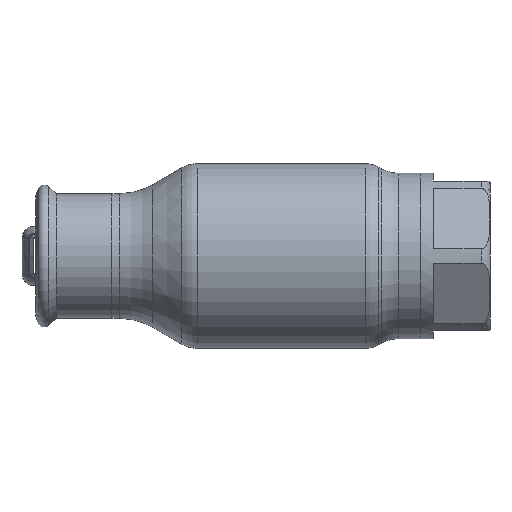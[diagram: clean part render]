
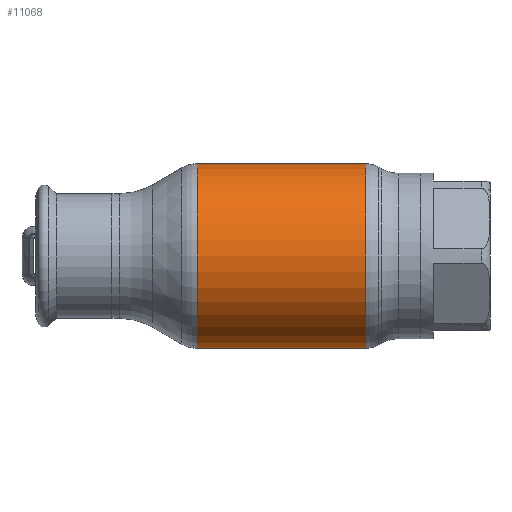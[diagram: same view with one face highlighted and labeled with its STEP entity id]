
A CAD part, front view. The second image highlights one B-rep face of the part: STEP entity #11068.
In plain terms, the highlighted cylindrical face has radius 42.5 mm (diameter 85 mm), a partial arc.
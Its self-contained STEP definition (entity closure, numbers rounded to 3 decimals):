
#4139 = CARTESIAN_POINT ( 'NONE',  ( -38.749, 0., 42.5 ) ) ;
#4892 = CARTESIAN_POINT ( 'NONE',  ( -62.69, 0., -42.5 ) ) ;
#5175 = DIRECTION ( 'NONE',  ( 0., 0., 1. ) ) ;
#7046 = VECTOR ( 'NONE', #20181, 1000. ) ;
#9233 = EDGE_CURVE ( 'NONE', #50398, #58099, #21424, .T. ) ;
#11068 = ADVANCED_FACE ( 'NONE', ( #19828 ), #27512, .T. ) ;
#11968 = EDGE_CURVE ( 'NONE', #59406, #58099, #40733, .T. ) ;
#14694 = ORIENTED_EDGE ( 'NONE', *, *, #60392, .F. ) ;
#19828 = FACE_OUTER_BOUND ( 'NONE', #43401, .T. ) ;
#20181 = DIRECTION ( 'NONE',  ( -1., 0., 0. ) ) ;
#21424 = CIRCLE ( 'NONE', #25537, 42.5 ) ;
#24312 = VECTOR ( 'NONE', #26863, 1000. ) ;
#25537 = AXIS2_PLACEMENT_3D ( 'NONE', #45975, #55819, #51032 ) ;
#25962 = DIRECTION ( 'NONE',  ( 0., 0., 1. ) ) ;
#26863 = DIRECTION ( 'NONE',  ( -1., 0., 0. ) ) ;
#27107 = CARTESIAN_POINT ( 'NONE',  ( -38.749, 0., -42.5 ) ) ;
#27512 = CYLINDRICAL_SURFACE ( 'NONE', #44147, 42.5 ) ;
#31657 = CARTESIAN_POINT ( 'NONE',  ( -62.69, 0., 42.5 ) ) ;
#33637 = AXIS2_PLACEMENT_3D ( 'NONE', #44521, #44955, #5175 ) ;
#33979 = EDGE_CURVE ( 'NONE', #35375, #59406, #59625, .T. ) ;
#34167 = ORIENTED_EDGE ( 'NONE', *, *, #9233, .F. ) ;
#35375 = VERTEX_POINT ( 'NONE', #38268 ) ;
#38268 = CARTESIAN_POINT ( 'NONE',  ( 38.749, 0., -42.5 ) ) ;
#40733 = LINE ( 'NONE', #31657, #24312 ) ;
#43401 = EDGE_LOOP ( 'NONE', ( #14694, #64294, #46506, #34167 ) ) ;
#44147 = AXIS2_PLACEMENT_3D ( 'NONE', #46759, #51378, #25962 ) ;
#44521 = CARTESIAN_POINT ( 'NONE',  ( 38.749, 0., 0. ) ) ;
#44955 = DIRECTION ( 'NONE',  ( -1., 0., 0. ) ) ;
#45975 = CARTESIAN_POINT ( 'NONE',  ( -38.749, 0., 0. ) ) ;
#46506 = ORIENTED_EDGE ( 'NONE', *, *, #11968, .T. ) ;
#46759 = CARTESIAN_POINT ( 'NONE',  ( -62.69, 0., 0. ) ) ;
#47764 = LINE ( 'NONE', #4892, #7046 ) ;
#50398 = VERTEX_POINT ( 'NONE', #27107 ) ;
#50729 = CARTESIAN_POINT ( 'NONE',  ( 38.749, 0., 42.5 ) ) ;
#51032 = DIRECTION ( 'NONE',  ( 0., 0., 1. ) ) ;
#51378 = DIRECTION ( 'NONE',  ( -1., 0., 0. ) ) ;
#55819 = DIRECTION ( 'NONE',  ( -1., 0., 0. ) ) ;
#58099 = VERTEX_POINT ( 'NONE', #4139 ) ;
#59406 = VERTEX_POINT ( 'NONE', #50729 ) ;
#59625 = CIRCLE ( 'NONE', #33637, 42.5 ) ;
#60392 = EDGE_CURVE ( 'NONE', #35375, #50398, #47764, .T. ) ;
#64294 = ORIENTED_EDGE ( 'NONE', *, *, #33979, .T. ) ;
